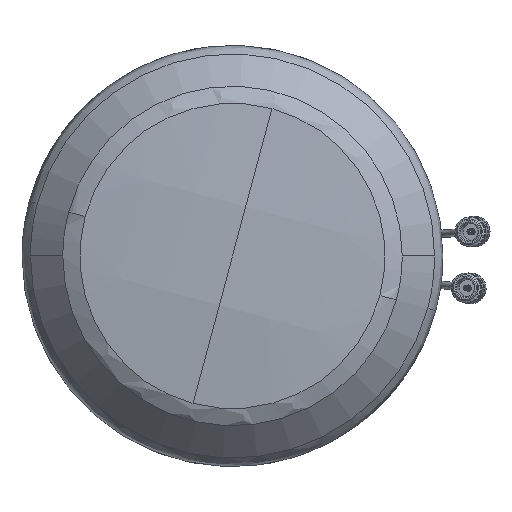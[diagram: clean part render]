
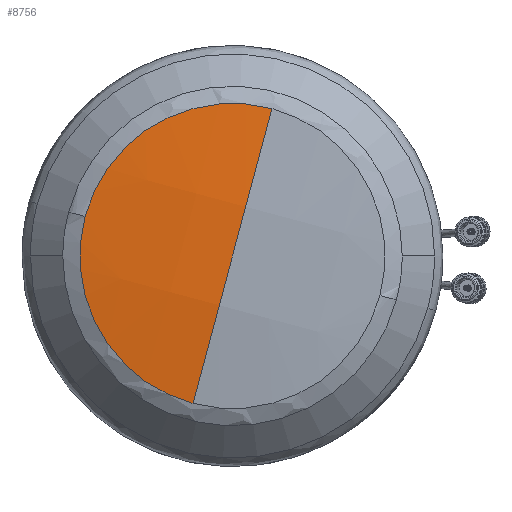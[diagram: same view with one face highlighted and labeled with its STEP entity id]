
A CAD part, front view. The second image highlights one B-rep face of the part: STEP entity #8756.
In plain terms, the highlighted free-form (B-spline) face has degree [3, 3] with [4, 4] control points.
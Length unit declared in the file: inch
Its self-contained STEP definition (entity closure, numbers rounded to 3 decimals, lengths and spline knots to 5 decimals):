
#728 = DIRECTION ( 'NONE',  ( 0., 0., 1. ) ) ;
#1020 = VERTEX_POINT ( 'NONE', #22585 ) ;
#2068 = CARTESIAN_POINT ( 'NONE',  ( -88.36369, -23.52848, 13.8015 ) ) ;
#2454 = CIRCLE ( 'NONE', #3250, 3.13955 ) ;
#2523 = VERTEX_POINT ( 'NONE', #9019 ) ;
#3250 = AXIS2_PLACEMENT_3D ( 'NONE', #8821, #32629, #12257 ) ;
#3986 = ORIENTED_EDGE ( 'NONE', *, *, #16702, .T. ) ;
#4670 = ORIENTED_EDGE ( 'NONE', *, *, #6633, .T. ) ;
#5103 = FACE_OUTER_BOUND ( 'NONE', #21418, .T. ) ;
#5345 = CARTESIAN_POINT ( 'NONE',  ( -88.26945, -19.16367, 13.50664 ) ) ;
#5474 =( BOUNDED_SURFACE ( )  B_SPLINE_SURFACE ( 3, 3, ( 
 ( #25691, #5345, #32570, #12196 ),
 ( #35967, #15582, #39406, #18982 ),
 ( #42844, #22414, #2068, #25830 ),
 ( #5492, #29271, #8908, #32714 ) ),
 .UNSPECIFIED., .F., .F., .F. ) 
 B_SPLINE_SURFACE_WITH_KNOTS ( ( 4, 4 ),
 ( 4, 4 ),
 ( 0., 1. ),
 ( 0., 1. ),
 .UNSPECIFIED. ) 
 GEOMETRIC_REPRESENTATION_ITEM ( )  RATIONAL_B_SPLINE_SURFACE ( (
 ( 1., 0.999, 0.999, 1.),
 ( 0.996, 0.995, 0.995, 0.996),
 ( 0.996, 0.995, 0.995, 0.996),
 ( 1., 0.999, 0.999, 1.) ) ) 
 REPRESENTATION_ITEM ( '' )  SURFACE ( )  );
#5492 = CARTESIAN_POINT ( 'NONE',  ( -90.92081, -25.03157, 13.39058 ) ) ;
#6633 = EDGE_CURVE ( 'NONE', #1020, #2523, #26462, .T. ) ;
#7268 = CIRCLE ( 'NONE', #23349, 28.54331 ) ;
#8756 = ADVANCED_FACE ( 'NONE', ( #5103 ), #5474, .T. ) ;
#8821 = CARTESIAN_POINT ( 'NONE',  ( -87.06685, -22.77499, 13.56894 ) ) ;
#8908 = CARTESIAN_POINT ( 'NONE',  ( -88.90223, -25.57238, 13.56476 ) ) ;
#9019 = CARTESIAN_POINT ( 'NONE',  ( -90.09945, -21.9625, 13.56894 ) ) ;
#12104 = CARTESIAN_POINT ( 'NONE',  ( -87.87934, -25.80759, 13.56894 ) ) ;
#12196 = CARTESIAN_POINT ( 'NONE',  ( -86.24465, -19.70615, 13.56476 ) ) ;
#12257 = DIRECTION ( 'NONE',  ( 0.966, -0.259, 0. ) ) ;
#15582 = CARTESIAN_POINT ( 'NONE',  ( -88.83334, -21.20078, 13.74289 ) ) ;
#15841 = DIRECTION ( 'NONE',  ( 0.966, -0.259, 0. ) ) ;
#16702 = EDGE_CURVE ( 'NONE', #2523, #28501, #2454, .T. ) ;
#18466 = AXIS2_PLACEMENT_3D ( 'NONE', #40187, #728, #37344 ) ;
#18569 = ORIENTED_EDGE ( 'NONE', *, *, #26173, .F. ) ;
#18982 = CARTESIAN_POINT ( 'NONE',  ( -86.79164, -21.74779, 13.8015 ) ) ;
#21418 = EDGE_LOOP ( 'NONE', ( #18569, #4670, #3986 ) ) ;
#22414 = CARTESIAN_POINT ( 'NONE',  ( -89.38376, -23.25518, 13.74289 ) ) ;
#22585 = CARTESIAN_POINT ( 'NONE',  ( -86.25436, -19.74239, 13.56894 ) ) ;
#23349 = AXIS2_PLACEMENT_3D ( 'NONE', #36242, #15841, #39673 ) ;
#25691 = CARTESIAN_POINT ( 'NONE',  ( -89.27641, -18.89389, 13.39058 ) ) ;
#25830 = CARTESIAN_POINT ( 'NONE',  ( -87.34205, -23.8022, 13.8015 ) ) ;
#26173 = EDGE_CURVE ( 'NONE', #1020, #28501, #7268, .T. ) ;
#26462 = CIRCLE ( 'NONE', #18466, 3.13955 ) ;
#28501 = VERTEX_POINT ( 'NONE', #12104 ) ;
#29271 = CARTESIAN_POINT ( 'NONE',  ( -89.91385, -25.30135, 13.50664 ) ) ;
#32570 = CARTESIAN_POINT ( 'NONE',  ( -87.25783, -19.4347, 13.56476 ) ) ;
#32629 = DIRECTION ( 'NONE',  ( 0., 0., 1. ) ) ;
#32714 = CARTESIAN_POINT ( 'NONE',  ( -87.88905, -25.84383, 13.56476 ) ) ;
#35967 = CARTESIAN_POINT ( 'NONE',  ( -89.84871, -20.92875, 13.62586 ) ) ;
#36242 = CARTESIAN_POINT ( 'NONE',  ( -87.06685, -22.77499, -14.80118 ) ) ;
#37344 = DIRECTION ( 'NONE',  ( 0.966, -0.259, 0. ) ) ;
#39406 = CARTESIAN_POINT ( 'NONE',  ( -87.81328, -21.47408, 13.8015 ) ) ;
#39673 = DIRECTION ( 'NONE',  ( 0.259, 0.966, 0. ) ) ;
#40187 = CARTESIAN_POINT ( 'NONE',  ( -87.06685, -22.77499, 13.56894 ) ) ;
#42844 = CARTESIAN_POINT ( 'NONE',  ( -90.39912, -22.98315, 13.62586 ) ) ;
